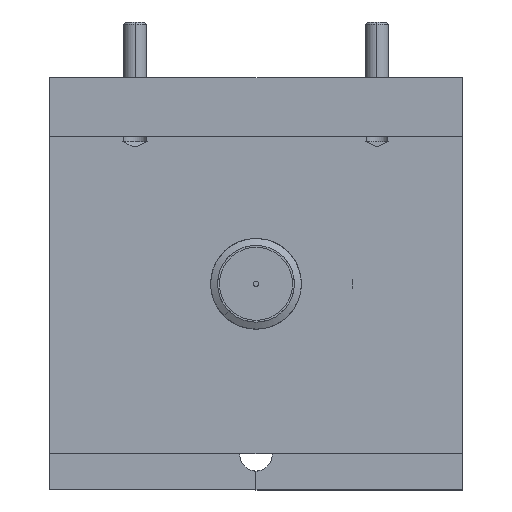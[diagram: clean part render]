
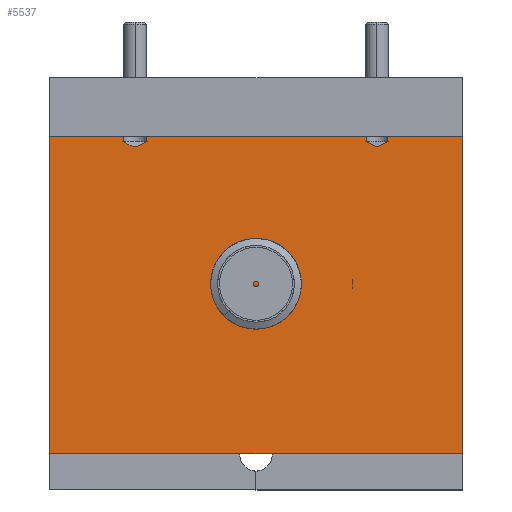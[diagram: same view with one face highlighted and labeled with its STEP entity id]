
A CAD part, left-side view. The second image highlights one B-rep face of the part: STEP entity #5537.
In plain terms, the highlighted planar face has unit normal (-1, 0, 0).
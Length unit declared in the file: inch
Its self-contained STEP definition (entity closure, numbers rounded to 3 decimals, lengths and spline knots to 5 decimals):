
#100 = VERTEX_POINT ( 'NONE', #238 ) ;
#109 = VECTOR ( 'NONE', #6849, 39.37008 ) ;
#213 = B_SPLINE_CURVE_WITH_KNOTS ( 'NONE', 3,
 ( #9309, #231, #7759, #7060, #3956, #6245, #1681, #4764, #5521, #5598, #8740, #1950, #4959, #7166 ),
 .UNSPECIFIED., .F., .F.,
 ( 4, 2, 2, 2, 2, 2, 4 ),
 ( 0.00409, 0.00455, 0.00478, 0.00501, 0.00524, 0.00547, 0.00592 ),
 .UNSPECIFIED. ) ;
#231 = CARTESIAN_POINT ( 'NONE',  ( -2.06487, 1.1561, 0.62082 ) ) ;
#238 = CARTESIAN_POINT ( 'NONE',  ( -2.06487, 1.41684, 0.63884 ) ) ;
#264 = EDGE_CURVE ( 'NONE', #100, #9477, #6825, .T. ) ;
#329 = ORIENTED_EDGE ( 'NONE', *, *, #264, .T. ) ;
#508 = CARTESIAN_POINT ( 'NONE',  ( -2.06487, 1.41684, 0.63884 ) ) ;
#515 = LINE ( 'NONE', #9585, #1352 ) ;
#572 = CARTESIAN_POINT ( 'NONE',  ( -2.06487, 0.28684, 0.63884 ) ) ;
#788 = ORIENTED_EDGE ( 'NONE', *, *, #2026, .T. ) ;
#803 = VERTEX_POINT ( 'NONE', #2149 ) ;
#1053 = CARTESIAN_POINT ( 'NONE',  ( -2.06487, 0.5003, 0.6184 ) ) ;
#1082 = VECTOR ( 'NONE', #7803, 39.37008 ) ;
#1187 = DIRECTION ( 'NONE',  ( 0., 0., -1. ) ) ;
#1203 = ORIENTED_EDGE ( 'NONE', *, *, #8514, .T. ) ;
#1223 = CARTESIAN_POINT ( 'NONE',  ( -2.06487, 1.21569, 0.63884 ) ) ;
#1293 = CARTESIAN_POINT ( 'NONE',  ( -2.06487, 0.54992, 0.63884 ) ) ;
#1352 = VECTOR ( 'NONE', #3454, 39.37008 ) ;
#1556 = EDGE_CURVE ( 'NONE', #8635, #3130, #3365, .T. ) ;
#1562 = VECTOR ( 'NONE', #8794, 39.37008 ) ;
#1681 = CARTESIAN_POINT ( 'NONE',  ( -2.06487, 1.18035, 0.60883 ) ) ;
#1704 = EDGE_CURVE ( 'NONE', #5260, #3930, #7790, .T. ) ;
#1950 = CARTESIAN_POINT ( 'NONE',  ( -2.06487, 1.20534, 0.61785 ) ) ;
#1977 = FACE_OUTER_BOUND ( 'NONE', #3065, .T. ) ;
#2026 = EDGE_CURVE ( 'NONE', #5260, #3024, #3600, .T. ) ;
#2109 = EDGE_CURVE ( 'NONE', #8676, #8635, #213, .T. ) ;
#2149 = CARTESIAN_POINT ( 'NONE',  ( -2.06487, 1.1509, 0.63884 ) ) ;
#2180 = ORIENTED_EDGE ( 'NONE', *, *, #9603, .T. ) ;
#2279 = DIRECTION ( 'NONE',  ( 0., 1., 0. ) ) ;
#2321 = CARTESIAN_POINT ( 'NONE',  ( -2.06487, 0.28684, -0.23116 ) ) ;
#2329 = CARTESIAN_POINT ( 'NONE',  ( -2.06487, 1.41684, -0.23116 ) ) ;
#2349 = ORIENTED_EDGE ( 'NONE', *, *, #2109, .T. ) ;
#2481 = ORIENTED_EDGE ( 'NONE', *, *, #4746, .T. ) ;
#2507 = CARTESIAN_POINT ( 'NONE',  ( -2.06487, 0.51, 0.61337 ) ) ;
#2559 = ORIENTED_EDGE ( 'NONE', *, *, #6892, .T. ) ;
#2655 = ORIENTED_EDGE ( 'NONE', *, *, #8203, .F. ) ;
#2892 = VECTOR ( 'NONE', #7212, 39.37008 ) ;
#3024 = VERTEX_POINT ( 'NONE', #6223 ) ;
#3028 = DIRECTION ( 'NONE',  ( 0., 0., 1. ) ) ;
#3065 = EDGE_LOOP ( 'NONE', ( #9013, #2481, #2180, #2559, #2349, #7779, #1203, #329, #2655, #5001, #788, #7221 ) ) ;
#3090 = CARTESIAN_POINT ( 'NONE',  ( -2.06487, 0.28684, 0.63884 ) ) ;
#3095 = EDGE_CURVE ( 'NONE', #8666, #3904, #6934, .T. ) ;
#3130 = VERTEX_POINT ( 'NONE', #1223 ) ;
#3260 = CARTESIAN_POINT ( 'NONE',  ( -2.06487, 0.53087, 0.61342 ) ) ;
#3365 = LINE ( 'NONE', #5606, #2892 ) ;
#3413 = VECTOR ( 'NONE', #3028, 39.37008 ) ;
#3454 = DIRECTION ( 'NONE',  ( 0., 0., -1. ) ) ;
#3561 = CARTESIAN_POINT ( 'NONE',  ( -2.06487, 0.28684, 0.63884 ) ) ;
#3600 = LINE ( 'NONE', #5333, #109 ) ;
#3601 = LINE ( 'NONE', #5529, #1082 ) ;
#3904 = VERTEX_POINT ( 'NONE', #6436 ) ;
#3930 = VERTEX_POINT ( 'NONE', #5053 ) ;
#3956 = CARTESIAN_POINT ( 'NONE',  ( -2.06487, 1.17193, 0.61218 ) ) ;
#4047 = CARTESIAN_POINT ( 'NONE',  ( -2.06487, 0.53329, 0.61464 ) ) ;
#4344 = LINE ( 'NONE', #9570, #6963 ) ;
#4381 = LINE ( 'NONE', #7616, #3413 ) ;
#4426 = PLANE ( 'NONE',  #8498 ) ;
#4514 = CARTESIAN_POINT ( 'NONE',  ( -2.06487, 1.21569, 0.62384 ) ) ;
#4589 = DIRECTION ( 'NONE',  ( 0., 1., 0. ) ) ;
#4746 = EDGE_CURVE ( 'NONE', #3904, #9368, #4381, .T. ) ;
#4764 = CARTESIAN_POINT ( 'NONE',  ( -2.06487, 1.1864, 0.60887 ) ) ;
#4777 = CARTESIAN_POINT ( 'NONE',  ( -2.06487, 0.52315, 0.61051 ) ) ;
#4959 = CARTESIAN_POINT ( 'NONE',  ( -2.06487, 1.21052, 0.62084 ) ) ;
#5001 = ORIENTED_EDGE ( 'NONE', *, *, #1704, .F. ) ;
#5053 = CARTESIAN_POINT ( 'NONE',  ( -2.06487, 0.28684, -0.23116 ) ) ;
#5065 = DIRECTION ( 'NONE',  ( 0., 0., -1. ) ) ;
#5260 = VERTEX_POINT ( 'NONE', #3090 ) ;
#5333 = CARTESIAN_POINT ( 'NONE',  ( -2.06487, 0.28684, 0.63884 ) ) ;
#5429 = VECTOR ( 'NONE', #4589, 39.37008 ) ;
#5521 = CARTESIAN_POINT ( 'NONE',  ( -2.06487, 1.18929, 0.60988 ) ) ;
#5529 = CARTESIAN_POINT ( 'NONE',  ( -2.06487, 0.28684, 0.63884 ) ) ;
#5537 = ADVANCED_FACE ( 'NONE', ( #1977 ), #4426, .F. ) ;
#5598 = CARTESIAN_POINT ( 'NONE',  ( -2.06487, 1.19479, 0.61224 ) ) ;
#5606 = CARTESIAN_POINT ( 'NONE',  ( -2.06487, 1.21569, 0.79884 ) ) ;
#5767 = CARTESIAN_POINT ( 'NONE',  ( -2.06487, 1.1509, 0.79884 ) ) ;
#6160 = EDGE_CURVE ( 'NONE', #3024, #8666, #515, .T. ) ;
#6223 = CARTESIAN_POINT ( 'NONE',  ( -2.06487, 0.49084, 0.63884 ) ) ;
#6245 = CARTESIAN_POINT ( 'NONE',  ( -2.06487, 1.17746, 0.60982 ) ) ;
#6364 = LINE ( 'NONE', #2321, #5429 ) ;
#6388 = CARTESIAN_POINT ( 'NONE',  ( -2.06487, 0.50755, 0.6146 ) ) ;
#6436 = CARTESIAN_POINT ( 'NONE',  ( -2.06487, 0.54992, 0.62384 ) ) ;
#6672 = DIRECTION ( 'NONE',  ( 1., 0., 0. ) ) ;
#6825 = LINE ( 'NONE', #508, #8500 ) ;
#6849 = DIRECTION ( 'NONE',  ( 0., 1., 0. ) ) ;
#6892 = EDGE_CURVE ( 'NONE', #803, #8676, #7981, .T. ) ;
#6934 = B_SPLINE_CURVE_WITH_KNOTS ( 'NONE', 3,
 ( #9324, #8658, #1053, #6388, #2507, #7952, #8592, #4777, #7848, #3260, #4047, #9361, #9589, #7309 ),
 .UNSPECIFIED., .F., .F.,
 ( 4, 2, 2, 2, 2, 2, 4 ),
 ( 0.00377, 0.00418, 0.00439, 0.0046, 0.00481, 0.00501, 0.00543 ),
 .UNSPECIFIED. ) ;
#6963 = VECTOR ( 'NONE', #2279, 39.37008 ) ;
#7013 = CARTESIAN_POINT ( 'NONE',  ( -2.06487, 1.1509, 0.62384 ) ) ;
#7060 = CARTESIAN_POINT ( 'NONE',  ( -2.06487, 1.16926, 0.61356 ) ) ;
#7166 = CARTESIAN_POINT ( 'NONE',  ( -2.06487, 1.21569, 0.62384 ) ) ;
#7212 = DIRECTION ( 'NONE',  ( 0., 0., 1. ) ) ;
#7221 = ORIENTED_EDGE ( 'NONE', *, *, #6160, .T. ) ;
#7309 = CARTESIAN_POINT ( 'NONE',  ( -2.06487, 0.54992, 0.62384 ) ) ;
#7384 = VECTOR ( 'NONE', #1187, 39.37008 ) ;
#7616 = CARTESIAN_POINT ( 'NONE',  ( -2.06487, 0.54992, 0.79884 ) ) ;
#7759 = CARTESIAN_POINT ( 'NONE',  ( -2.06487, 1.16131, 0.61781 ) ) ;
#7779 = ORIENTED_EDGE ( 'NONE', *, *, #1556, .T. ) ;
#7790 = LINE ( 'NONE', #3561, #1562 ) ;
#7803 = DIRECTION ( 'NONE',  ( 0., 1., 0. ) ) ;
#7848 = CARTESIAN_POINT ( 'NONE',  ( -2.06487, 0.52582, 0.61135 ) ) ;
#7952 = CARTESIAN_POINT ( 'NONE',  ( -2.06487, 0.51504, 0.61132 ) ) ;
#7981 = LINE ( 'NONE', #5767, #7384 ) ;
#8203 = EDGE_CURVE ( 'NONE', #3930, #9477, #6364, .T. ) ;
#8498 = AXIS2_PLACEMENT_3D ( 'NONE', #572, #6672, #9613 ) ;
#8500 = VECTOR ( 'NONE', #5065, 39.37008 ) ;
#8514 = EDGE_CURVE ( 'NONE', #3130, #100, #4344, .T. ) ;
#8592 = CARTESIAN_POINT ( 'NONE',  ( -2.06487, 0.5177, 0.61049 ) ) ;
#8635 = VERTEX_POINT ( 'NONE', #4514 ) ;
#8658 = CARTESIAN_POINT ( 'NONE',  ( -2.06487, 0.49557, 0.62112 ) ) ;
#8666 = VERTEX_POINT ( 'NONE', #9887 ) ;
#8676 = VERTEX_POINT ( 'NONE', #7013 ) ;
#8740 = CARTESIAN_POINT ( 'NONE',  ( -2.06487, 1.19744, 0.61362 ) ) ;
#8794 = DIRECTION ( 'NONE',  ( 0., 0., -1. ) ) ;
#9013 = ORIENTED_EDGE ( 'NONE', *, *, #3095, .T. ) ;
#9309 = CARTESIAN_POINT ( 'NONE',  ( -2.06487, 1.1509, 0.62384 ) ) ;
#9324 = CARTESIAN_POINT ( 'NONE',  ( -2.06487, 0.49084, 0.62384 ) ) ;
#9361 = CARTESIAN_POINT ( 'NONE',  ( -2.06487, 0.5405, 0.61843 ) ) ;
#9368 = VERTEX_POINT ( 'NONE', #1293 ) ;
#9477 = VERTEX_POINT ( 'NONE', #2329 ) ;
#9570 = CARTESIAN_POINT ( 'NONE',  ( -2.06487, 0.28684, 0.63884 ) ) ;
#9585 = CARTESIAN_POINT ( 'NONE',  ( -2.06487, 0.49084, 0.79884 ) ) ;
#9589 = CARTESIAN_POINT ( 'NONE',  ( -2.06487, 0.54521, 0.62113 ) ) ;
#9603 = EDGE_CURVE ( 'NONE', #9368, #803, #3601, .T. ) ;
#9613 = DIRECTION ( 'NONE',  ( 0., 0., -1. ) ) ;
#9887 = CARTESIAN_POINT ( 'NONE',  ( -2.06487, 0.49084, 0.62384 ) ) ;
